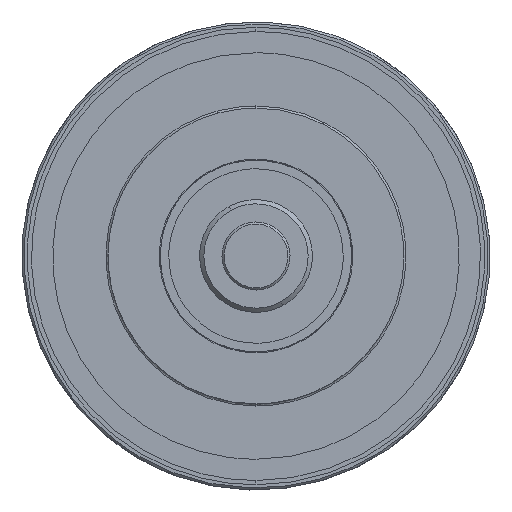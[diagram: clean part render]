
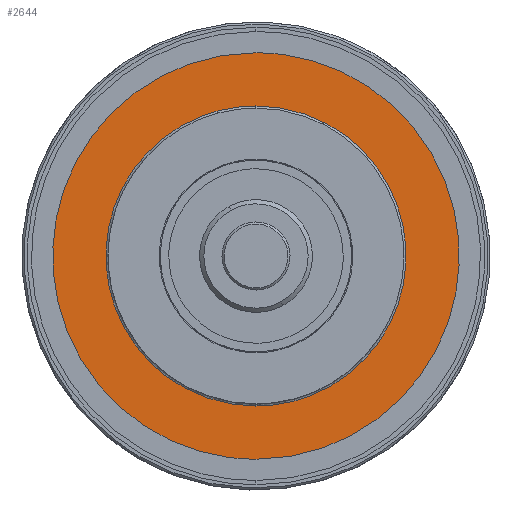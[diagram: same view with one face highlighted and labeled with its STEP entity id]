
A CAD part, left-side view. The second image highlights one B-rep face of the part: STEP entity #2644.
In plain terms, the highlighted free-form (B-spline) face has degree [1, 1] with [2, 2] control points.
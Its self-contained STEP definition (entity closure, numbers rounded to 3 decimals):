
#1517 = VERTEX_POINT('',#1518);
#1518 = CARTESIAN_POINT('',(105.224,216.712,
    230.857));
#1523 = EDGE_CURVE('',#1524,#1517,#1526,.T.);
#1524 = VERTEX_POINT('',#1525);
#1525 = CARTESIAN_POINT('',(105.224,216.712,
    497.203));
#1526 = ( BOUNDED_CURVE() B_SPLINE_CURVE(2,(#1527,#1528,#1529,#1530,
#1531),.UNSPECIFIED.,.F.,.F.) B_SPLINE_CURVE_WITH_KNOTS((3,2,3),(0.,
1.571,3.142),.PIECEWISE_BEZIER_KNOTS.) CURVE() 
GEOMETRIC_REPRESENTATION_ITEM() RATIONAL_B_SPLINE_CURVE((1.,
0.707,1.,0.707,1.)) REPRESENTATION_ITEM('') );
#1527 = CARTESIAN_POINT('',(105.224,216.712,
    497.203));
#1528 = CARTESIAN_POINT('',(105.224,349.886,
    497.203));
#1529 = CARTESIAN_POINT('',(105.224,349.886,
    364.03));
#1530 = CARTESIAN_POINT('',(105.224,349.886,
    230.857));
#1531 = CARTESIAN_POINT('',(105.224,216.712,
    230.857));
#1952 = VERTEX_POINT('',#1953);
#1953 = CARTESIAN_POINT('',(105.224,216.712,
    265.719));
#1968 = VERTEX_POINT('',#1969);
#1969 = CARTESIAN_POINT('',(105.224,216.712,
    462.341));
#1975 = EDGE_CURVE('',#1968,#1952,#1976,.T.);
#1976 = ( BOUNDED_CURVE() B_SPLINE_CURVE(2,(#1977,#1978,#1979,#1980,
#1981),.UNSPECIFIED.,.F.,.F.) B_SPLINE_CURVE_WITH_KNOTS((3,2,3),(
    3.142,4.712,6.283),
.PIECEWISE_BEZIER_KNOTS.) CURVE() GEOMETRIC_REPRESENTATION_ITEM() 
RATIONAL_B_SPLINE_CURVE((1.,0.707,1.,0.707,1.)) 
REPRESENTATION_ITEM('') );
#1977 = CARTESIAN_POINT('',(105.224,216.712,
    462.341));
#1978 = CARTESIAN_POINT('',(105.224,118.401,
    462.341));
#1979 = CARTESIAN_POINT('',(105.224,118.401,
    364.03));
#1980 = CARTESIAN_POINT('',(105.224,118.401,
    265.719));
#1981 = CARTESIAN_POINT('',(105.224,216.712,
    265.719));
#2644 = ADVANCED_FACE('',(#2645,#2656),#2667,.T.);
#2645 = FACE_BOUND('',#2646,.T.);
#2646 = EDGE_LOOP('',(#2647,#2655));
#2647 = ORIENTED_EDGE('',*,*,#2648,.T.);
#2648 = EDGE_CURVE('',#1952,#1968,#2649,.T.);
#2649 = ( BOUNDED_CURVE() B_SPLINE_CURVE(2,(#2650,#2651,#2652,#2653,
#2654),.UNSPECIFIED.,.F.,.F.) B_SPLINE_CURVE_WITH_KNOTS((3,2,3),(0.,
1.571,3.142),.PIECEWISE_BEZIER_KNOTS.) CURVE() 
GEOMETRIC_REPRESENTATION_ITEM() RATIONAL_B_SPLINE_CURVE((1.,
0.707,1.,0.707,1.)) REPRESENTATION_ITEM('') );
#2650 = CARTESIAN_POINT('',(105.224,216.712,
    265.719));
#2651 = CARTESIAN_POINT('',(105.224,315.024,
    265.719));
#2652 = CARTESIAN_POINT('',(105.224,315.024,
    364.03));
#2653 = CARTESIAN_POINT('',(105.224,315.024,
    462.341));
#2654 = CARTESIAN_POINT('',(105.224,216.712,
    462.341));
#2655 = ORIENTED_EDGE('',*,*,#1975,.T.);
#2656 = FACE_BOUND('',#2657,.T.);
#2657 = EDGE_LOOP('',(#2658,#2659));
#2658 = ORIENTED_EDGE('',*,*,#1523,.T.);
#2659 = ORIENTED_EDGE('',*,*,#2660,.T.);
#2660 = EDGE_CURVE('',#1517,#1524,#2661,.T.);
#2661 = ( BOUNDED_CURVE() B_SPLINE_CURVE(2,(#2662,#2663,#2664,#2665,
#2666),.UNSPECIFIED.,.F.,.F.) B_SPLINE_CURVE_WITH_KNOTS((3,2,3),(
    3.142,4.712,6.283),
.PIECEWISE_BEZIER_KNOTS.) CURVE() GEOMETRIC_REPRESENTATION_ITEM() 
RATIONAL_B_SPLINE_CURVE((1.,0.707,1.,0.707,1.)) 
REPRESENTATION_ITEM('') );
#2662 = CARTESIAN_POINT('',(105.224,216.712,
    230.857));
#2663 = CARTESIAN_POINT('',(105.224,83.539,
    230.857));
#2664 = CARTESIAN_POINT('',(105.224,83.539,
    364.03));
#2665 = CARTESIAN_POINT('',(105.224,83.539,
    497.203));
#2666 = CARTESIAN_POINT('',(105.224,216.712,
    497.203));
#2667 = B_SPLINE_SURFACE_WITH_KNOTS('',1,1,(
    (#2668,#2669)
    ,(#2670,#2671
    )),.UNSPECIFIED.,.F.,.F.,.F.,(2,2),(2,2),(-95.5,95.5),(-166.,25.),
  .PIECEWISE_BEZIER_KNOTS.);
#2668 = CARTESIAN_POINT('',(105.224,83.539,
    230.857));
#2669 = CARTESIAN_POINT('',(105.224,349.886,
    230.857));
#2670 = CARTESIAN_POINT('',(105.224,83.539,
    497.203));
#2671 = CARTESIAN_POINT('',(105.224,349.886,
    497.203));
